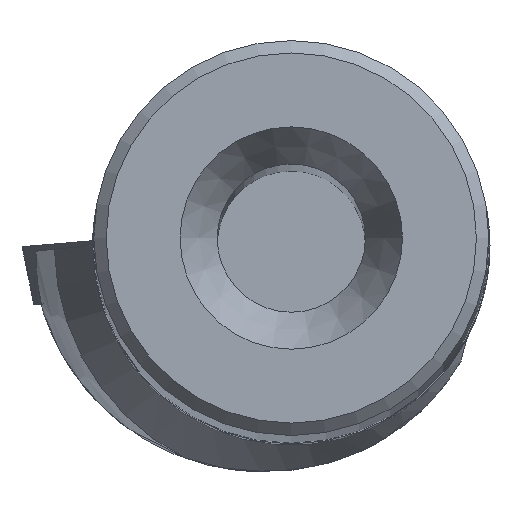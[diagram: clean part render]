
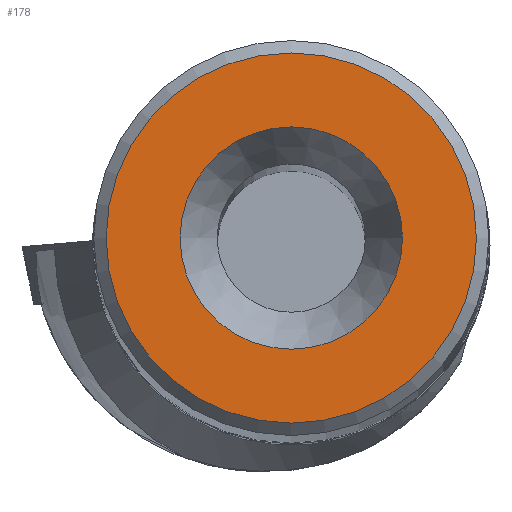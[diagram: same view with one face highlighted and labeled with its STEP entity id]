
A CAD part, top view. The second image highlights one B-rep face of the part: STEP entity #178.
In plain terms, the highlighted planar face has unit normal (0, 0, 1).
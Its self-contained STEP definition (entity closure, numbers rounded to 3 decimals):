
#178=ADVANCED_FACE('',(#295,#296),#207,.T.);
#207=PLANE('',#807);
#295=FACE_BOUND('',#345,.T.);
#296=FACE_BOUND('',#346,.T.);
#345=EDGE_LOOP('',(#463));
#346=EDGE_LOOP('',(#464));
#463=ORIENTED_EDGE('',*,*,#644,.F.);
#464=ORIENTED_EDGE('',*,*,#645,.T.);
#574=VERTEX_POINT('',#1275);
#575=VERTEX_POINT('',#1277);
#644=EDGE_CURVE('',#574,#574,#687,.T.);
#645=EDGE_CURVE('',#575,#575,#688,.T.);
#687=CIRCLE('',#805,4.5);
#688=CIRCLE('',#806,7.493);
#805=AXIS2_PLACEMENT_3D('',#1274,#951,#952);
#806=AXIS2_PLACEMENT_3D('',#1276,#953,#954);
#807=AXIS2_PLACEMENT_3D('',#1278,#955,#956);
#951=DIRECTION('',(0.,0.,1.));
#952=DIRECTION('',(1.,0.,0.));
#953=DIRECTION('',(0.,0.,1.));
#954=DIRECTION('',(1.,0.,0.));
#955=DIRECTION('',(0.,0.,1.));
#956=DIRECTION('',(1.,0.,0.));
#1274=CARTESIAN_POINT('',(0.,0.,0.));
#1275=CARTESIAN_POINT('',(4.5,0.,0.));
#1276=CARTESIAN_POINT('',(0.,0.,0.));
#1277=CARTESIAN_POINT('',(7.493,0.,0.));
#1278=CARTESIAN_POINT('',(0.,0.,0.));
